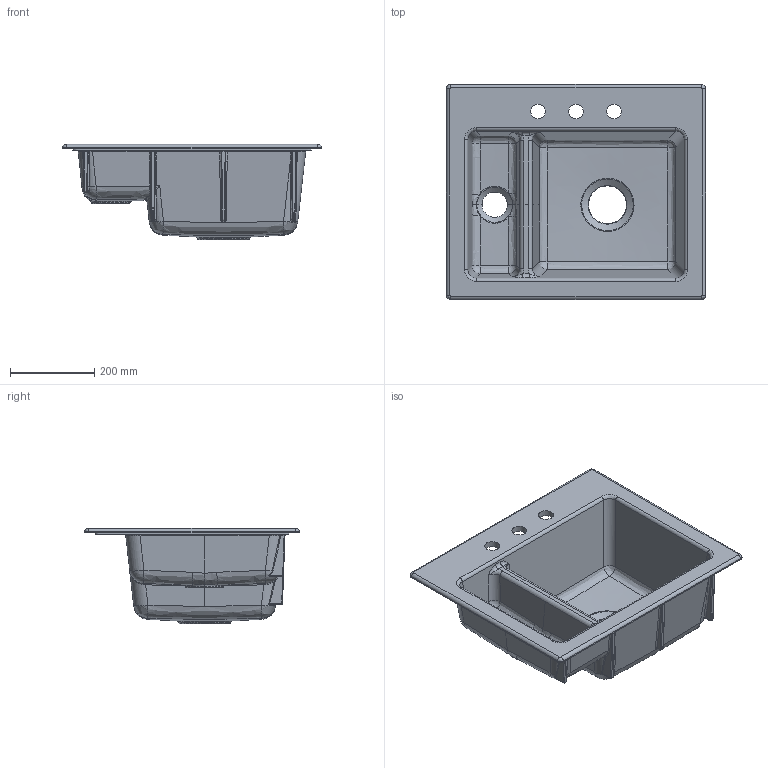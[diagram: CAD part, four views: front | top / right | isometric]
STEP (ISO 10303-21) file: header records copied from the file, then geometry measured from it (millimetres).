
FILE_DESCRIPTION(/* description */ (''),/* implementation_level */ '2;1');
FILE_NAME(/* name */ 'Spuele_6780_Subway_Sub_One_60.stp',/* time_stamp */ '2019-02-19T09:54:02+01:00',/* author */ (''),/* organization */ (''),/* preprocessor_version */ 'ST-DEVELOPER v16',/* originating_system */ 'SIEMENS PLM Software NX 10.0',/* authorisation */ '');
FILE_SCHEMA (('AUTOMOTIVE_DESIGN { 1 0 10303 214 3 1 1 1 }'));
Length unit declared in the file: millimetre
Products named in the file (1): Sier225055AC5sft
Bounding box: 615 x 510 x 226 mm (x, y, z)
Volume: 8985304.6 mm3; surface area: 1197842.9 mm2
Topology: 1 solids, 1 shells, 281 faces, 674 edges, 375 vertices
Faces by surface type: bspline 131, cylinder 79, plane 49, sphere 14, torus 5, cone 3
Full cylindrical faces by diameter (mm): 35 x3, 90 x1
Entity records: 13337 total; most frequent: CARTESIAN_POINT 7760, ORIENTED_EDGE 1270, DIRECTION 1008, EDGE_CURVE 635, AXIS2_PLACEMENT_3D 417, VERTEX_POINT 369, EDGE_LOOP 304, ADVANCED_FACE 281
